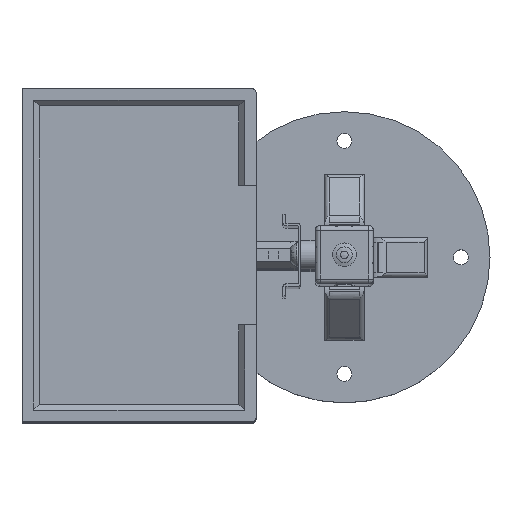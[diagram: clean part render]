
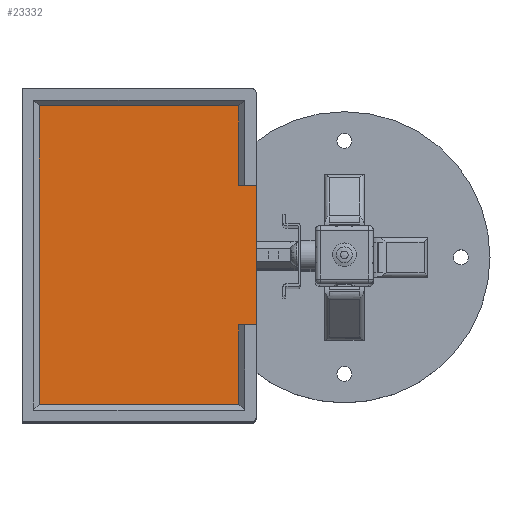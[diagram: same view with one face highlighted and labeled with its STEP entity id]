
A CAD part, top view. The second image highlights one B-rep face of the part: STEP entity #23332.
In plain terms, the highlighted planar face has unit normal (0, 0, 1).
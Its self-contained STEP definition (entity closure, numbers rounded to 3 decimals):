
#1628=PLANE('',#25103);
#2481=FACE_OUTER_BOUND('',#3928,.T.);
#3928=EDGE_LOOP('',(#17035,#17036,#17037,#17038,#17039,#17040,#17041,#17042));
#5525=LINE('',#35557,#7317);
#5527=LINE('',#35562,#7319);
#5530=LINE('',#35567,#7322);
#5531=LINE('',#35570,#7323);
#5542=LINE('',#35612,#7334);
#5544=LINE('',#35616,#7336);
#5546=LINE('',#35619,#7338);
#5547=LINE('',#35621,#7339);
#7317=VECTOR('',#28536,10.);
#7319=VECTOR('',#28540,10.);
#7322=VECTOR('',#28545,10.);
#7323=VECTOR('',#28548,10.);
#7334=VECTOR('',#28583,10.);
#7336=VECTOR('',#28587,10.);
#7338=VECTOR('',#28591,10.);
#7339=VECTOR('',#28594,10.);
#10225=VERTEX_POINT('',#35553);
#10226=VERTEX_POINT('',#35555);
#10227=VERTEX_POINT('',#35559);
#10228=VERTEX_POINT('',#35561);
#10229=VERTEX_POINT('',#35565);
#10230=VERTEX_POINT('',#35569);
#10237=VERTEX_POINT('',#35611);
#10238=VERTEX_POINT('',#35615);
#12724=EDGE_CURVE('',#10226,#10225,#5525,.T.);
#12726=EDGE_CURVE('',#10227,#10228,#5527,.T.);
#12729=EDGE_CURVE('',#10229,#10227,#5530,.T.);
#12730=EDGE_CURVE('',#10225,#10230,#5531,.T.);
#12746=EDGE_CURVE('',#10230,#10237,#5542,.T.);
#12748=EDGE_CURVE('',#10237,#10238,#5544,.T.);
#12750=EDGE_CURVE('',#10238,#10229,#5546,.T.);
#12751=EDGE_CURVE('',#10228,#10226,#5547,.T.);
#17035=ORIENTED_EDGE('',*,*,#12746,.F.);
#17036=ORIENTED_EDGE('',*,*,#12730,.F.);
#17037=ORIENTED_EDGE('',*,*,#12724,.F.);
#17038=ORIENTED_EDGE('',*,*,#12751,.F.);
#17039=ORIENTED_EDGE('',*,*,#12726,.F.);
#17040=ORIENTED_EDGE('',*,*,#12729,.F.);
#17041=ORIENTED_EDGE('',*,*,#12750,.F.);
#17042=ORIENTED_EDGE('',*,*,#12748,.F.);
#23332=ADVANCED_FACE('',(#2481),#1628,.T.);
#25103=AXIS2_PLACEMENT_3D('',#35620,#28592,#28593);
#28536=DIRECTION('',(0.,-1.,0.));
#28540=DIRECTION('',(0.,1.,0.));
#28545=DIRECTION('',(1.,0.,0.));
#28548=DIRECTION('',(1.,0.,0.));
#28583=DIRECTION('',(0.,-1.,0.));
#28587=DIRECTION('',(-1.,0.,0.));
#28591=DIRECTION('',(0.,1.,0.));
#28592=DIRECTION('center_axis',(0.,0.,1.));
#28593=DIRECTION('ref_axis',(1.,0.,0.));
#28594=DIRECTION('',(1.,0.,0.));
#35553=CARTESIAN_POINT('',(30.,42.75,4.));
#35555=CARTESIAN_POINT('',(30.,50.25,4.));
#35557=CARTESIAN_POINT('',(30.,48.375,4.));
#35559=CARTESIAN_POINT('',(-30.,42.75,4.));
#35561=CARTESIAN_POINT('',(-30.,50.25,4.));
#35562=CARTESIAN_POINT('',(-30.,44.625,4.));
#35565=CARTESIAN_POINT('',(-64.,42.75,4.));
#35567=CARTESIAN_POINT('',(-33.25,42.75,4.));
#35569=CARTESIAN_POINT('',(64.,42.75,4.));
#35570=CARTESIAN_POINT('',(-33.25,42.75,4.));
#35611=CARTESIAN_POINT('',(64.,-42.75,4.));
#35612=CARTESIAN_POINT('',(64.,22.625,4.));
#35615=CARTESIAN_POINT('',(-64.,-42.75,4.));
#35616=CARTESIAN_POINT('',(33.25,-42.75,4.));
#35619=CARTESIAN_POINT('',(-64.,-22.625,4.));
#35620=CARTESIAN_POINT('Origin',(0.,0.,
4.));
#35621=CARTESIAN_POINT('',(35.75,50.25,4.));
